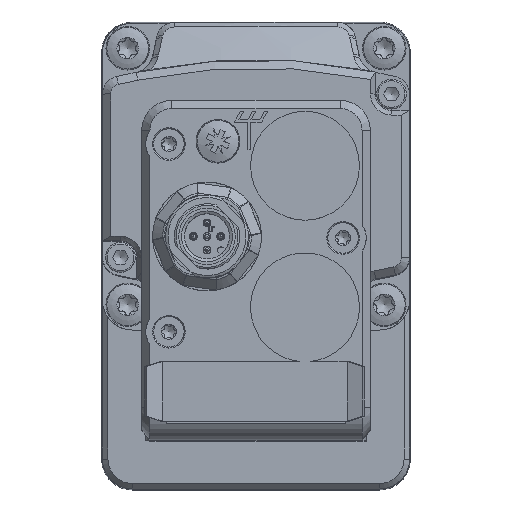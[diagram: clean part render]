
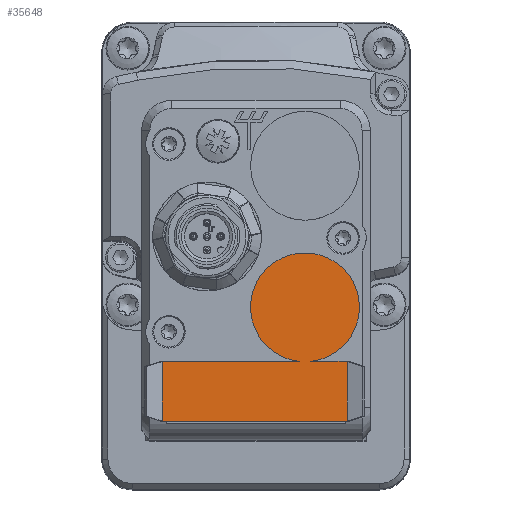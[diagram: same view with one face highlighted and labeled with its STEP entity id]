
A CAD part, top view. The second image highlights one B-rep face of the part: STEP entity #35648.
In plain terms, the highlighted planar face has unit normal (0, 0, 1).
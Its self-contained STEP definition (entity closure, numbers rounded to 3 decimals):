
#4150=FACE_OUTER_BOUND('',#6110,.T.);
#6110=EDGE_LOOP('',(#29104,#29105,#29106,#29107,#29108,#29109));
#8714=LINE('',#64639,#11292);
#8715=LINE('',#64641,#11293);
#8716=LINE('',#64643,#11294);
#8717=LINE('',#64645,#11295);
#8718=LINE('',#64646,#11296);
#11292=VECTOR('',#44199,10.);
#11293=VECTOR('',#44200,10.);
#11294=VECTOR('',#44201,10.);
#11295=VECTOR('',#44202,10.);
#11296=VECTOR('',#44203,10.);
#12433=CIRCLE('',#37833,10.);
#15491=VERTEX_POINT('',#64635);
#15492=VERTEX_POINT('',#64636);
#15493=VERTEX_POINT('',#64638);
#15494=VERTEX_POINT('',#64640);
#15495=VERTEX_POINT('',#64642);
#15496=VERTEX_POINT('',#64644);
#20235=EDGE_CURVE('',#15491,#15492,#12433,.T.);
#20236=EDGE_CURVE('',#15492,#15493,#8714,.T.);
#20237=EDGE_CURVE('',#15493,#15494,#8715,.T.);
#20238=EDGE_CURVE('',#15494,#15495,#8716,.T.);
#20239=EDGE_CURVE('',#15495,#15496,#8717,.T.);
#20240=EDGE_CURVE('',#15496,#15491,#8718,.T.);
#29104=ORIENTED_EDGE('',*,*,#20235,.T.);
#29105=ORIENTED_EDGE('',*,*,#20236,.T.);
#29106=ORIENTED_EDGE('',*,*,#20237,.T.);
#29107=ORIENTED_EDGE('',*,*,#20238,.T.);
#29108=ORIENTED_EDGE('',*,*,#20239,.T.);
#29109=ORIENTED_EDGE('',*,*,#20240,.T.);
#32127=PLANE('',#37832);
#35648=ADVANCED_FACE('',(#4150),#32127,.F.);
#37832=AXIS2_PLACEMENT_3D('',#64634,#44195,#44196);
#37833=AXIS2_PLACEMENT_3D('',#64637,#44197,#44198);
#44195=DIRECTION('center_axis',(0.,0.,
-1.));
#44196=DIRECTION('ref_axis',(1.,0.,0.));
#44197=DIRECTION('center_axis',(0.,0.,
1.));
#44198=DIRECTION('ref_axis',(1.,0.,0.));
#44199=DIRECTION('',(-1.,0.,0.));
#44200=DIRECTION('',(0.,-1.,0.));
#44201=DIRECTION('',(1.,0.,0.));
#44202=DIRECTION('',(0.,1.,0.));
#44203=DIRECTION('',(-1.,0.,0.));
#64634=CARTESIAN_POINT('Origin',(9.,-24.2,107.));
#64635=CARTESIAN_POINT('',(9.999,-34.15,107.));
#64636=CARTESIAN_POINT('',(8.001,-34.15,107.));
#64637=CARTESIAN_POINT('Origin',(9.,-24.2,107.));
#64638=CARTESIAN_POINT('',(-17.25,-34.15,107.));
#64639=CARTESIAN_POINT('',(-17.25,-34.15,107.));
#64640=CARTESIAN_POINT('',(-17.25,-45.15,107.));
#64641=CARTESIAN_POINT('',(-17.25,-45.15,107.));
#64642=CARTESIAN_POINT('',(16.75,-45.15,107.));
#64643=CARTESIAN_POINT('',(16.75,-45.15,107.));
#64644=CARTESIAN_POINT('',(16.75,-34.15,107.));
#64645=CARTESIAN_POINT('',(16.75,-34.15,107.));
#64646=CARTESIAN_POINT('',(-17.25,-34.15,107.));
